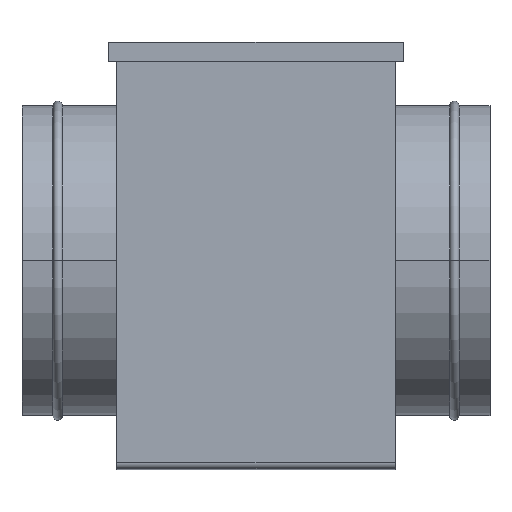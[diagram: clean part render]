
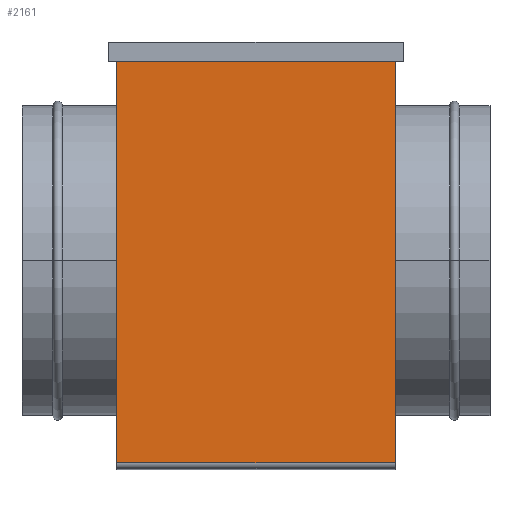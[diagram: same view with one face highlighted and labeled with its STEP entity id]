
A CAD part, top view. The second image highlights one B-rep face of the part: STEP entity #2161.
In plain terms, the highlighted planar face has unit normal (0, 0, 1).
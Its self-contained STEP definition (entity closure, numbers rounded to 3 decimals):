
#2011 = EDGE_CURVE ( 'NONE', #2012, #2013, #6724, .T. ) ;
#2012 = VERTEX_POINT ( 'NONE', #6776 ) ;
#2013 = VERTEX_POINT ( 'NONE', #6775 ) ;
#2161 = ADVANCED_FACE ( 'NONE', ( #6973 ), #6972, .F. ) ;
#2162 = EDGE_LOOP ( 'NONE', ( #2163, #2166, #2167, #2170 ) ) ;
#2163 = ORIENTED_EDGE ( 'NONE', *, *, #2164, .T. ) ;
#2164 = EDGE_CURVE ( 'NONE', #2165, #2012, #7032, .T. ) ;
#2165 = VERTEX_POINT ( 'NONE', #7025 ) ;
#2166 = ORIENTED_EDGE ( 'NONE', *, *, #2011, .T. ) ;
#2167 = ORIENTED_EDGE ( 'NONE', *, *, #2168, .T. ) ;
#2168 = EDGE_CURVE ( 'NONE', #2013, #2169, #7024, .T. ) ;
#2169 = VERTEX_POINT ( 'NONE', #7020 ) ;
#2170 = ORIENTED_EDGE ( 'NONE', *, *, #2226, .F. ) ;
#2226 = EDGE_CURVE ( 'NONE', #2165, #2169, #7116, .T. ) ;
#6724 = LINE ( 'NONE', #6779, #6778 ) ;
#6775 = CARTESIAN_POINT ( 'NONE',  ( -90., 263., 315. ) ) ;
#6776 = CARTESIAN_POINT ( 'NONE',  ( 90., 263., 315. ) ) ;
#6777 = DIRECTION ( 'NONE',  ( -1., 0., 0. ) ) ;
#6778 = VECTOR ( 'NONE', #6777, 1000. ) ;
#6779 = CARTESIAN_POINT ( 'NONE',  ( 90., 263., 315. ) ) ;
#6971 = CARTESIAN_POINT ( 'NONE',  ( 90., 3., 315. ) ) ;
#6972 = PLANE ( 'NONE',  #7031 ) ;
#6973 = FACE_OUTER_BOUND ( 'NONE', #2162, .T. ) ;
#7020 = CARTESIAN_POINT ( 'NONE',  ( -90., 3.737, 315. ) ) ;
#7021 = DIRECTION ( 'NONE',  ( 0., -1., 0. ) ) ;
#7022 = VECTOR ( 'NONE', #7021, 1000. ) ;
#7023 = CARTESIAN_POINT ( 'NONE',  ( -90., 3., 315. ) ) ;
#7024 = LINE ( 'NONE', #7023, #7022 ) ;
#7025 = CARTESIAN_POINT ( 'NONE',  ( 90., 3.737, 315. ) ) ;
#7026 = DIRECTION ( 'NONE',  ( 0., 1., 0. ) ) ;
#7027 = VECTOR ( 'NONE', #7026, 1000. ) ;
#7028 = CARTESIAN_POINT ( 'NONE',  ( 90., 3., 315. ) ) ;
#7029 = DIRECTION ( 'NONE',  ( -1., 0., 0. ) ) ;
#7030 = DIRECTION ( 'NONE',  ( 0., 0., -1. ) ) ;
#7031 = AXIS2_PLACEMENT_3D ( 'NONE', #6971, #7030, #7029 ) ;
#7032 = LINE ( 'NONE', #7028, #7027 ) ;
#7113 = DIRECTION ( 'NONE',  ( -1., 0., 0. ) ) ;
#7114 = VECTOR ( 'NONE', #7113, 1000. ) ;
#7115 = CARTESIAN_POINT ( 'NONE',  ( -90., 3.737, 315. ) ) ;
#7116 = LINE ( 'NONE', #7115, #7114 ) ;
